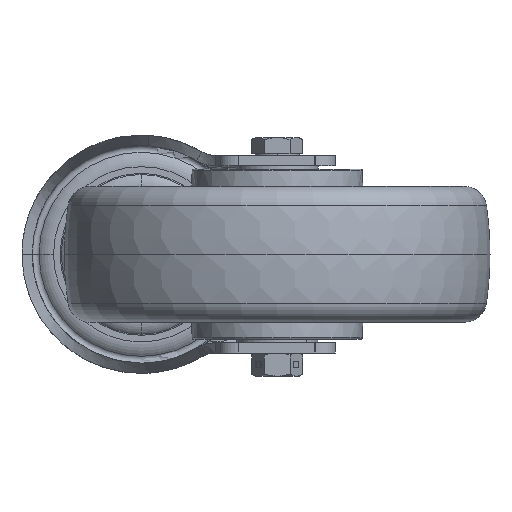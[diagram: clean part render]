
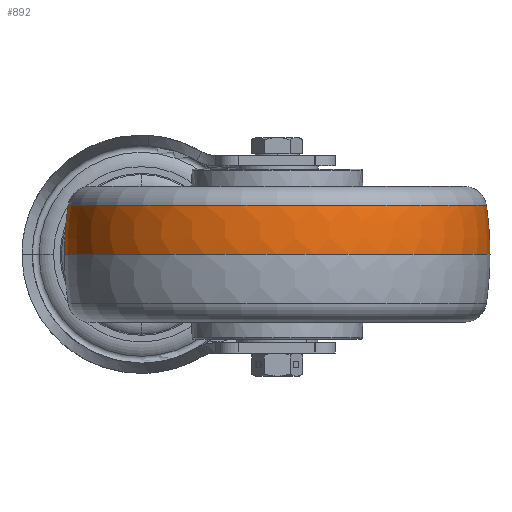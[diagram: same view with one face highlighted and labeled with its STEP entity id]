
A CAD part, front view. The second image highlights one B-rep face of the part: STEP entity #892.
In plain terms, the highlighted toroidal (fillet/blend) face has major radius 37.5 mm and minor radius 100 mm.
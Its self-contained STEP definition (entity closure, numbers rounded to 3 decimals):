
#21 = DIRECTION ( 'NONE',  ( 0., 0., 1. ) ) ;
#150 = EDGE_CURVE ( 'NONE', #11836, #23628, #9242, .T. ) ;
#794 = AXIS2_PLACEMENT_3D ( 'NONE', #21774, #7696, #4288 ) ;
#892 = ADVANCED_FACE ( 'NONE', ( #23484 ), #21086, .T. ) ;
#2555 = DIRECTION ( 'NONE',  ( 1., 0., 0. ) ) ;
#2724 = EDGE_LOOP ( 'NONE', ( #28387, #26423, #26069, #28370 ) ) ;
#2800 = CARTESIAN_POINT ( 'NONE',  ( 40., -91., -0.056 ) ) ;
#3582 = EDGE_CURVE ( 'NONE', #11836, #18125, #27494, .T. ) ;
#4288 = DIRECTION ( 'NONE',  ( 1., 0., 0. ) ) ;
#4345 = AXIS2_PLACEMENT_3D ( 'NONE', #20834, #25548, #12779 ) ;
#6046 = CARTESIAN_POINT ( 'NONE',  ( -21.456, -91., 14.359 ) ) ;
#7696 = DIRECTION ( 'NONE',  ( 0., -1., 0. ) ) ;
#9242 = CIRCLE ( 'NONE', #23133, 61.456 ) ;
#10251 = VERTEX_POINT ( 'NONE', #20037 ) ;
#10279 = DIRECTION ( 'NONE',  ( 1., 0., 0. ) ) ;
#11562 = EDGE_CURVE ( 'NONE', #18125, #10251, #27800, .T. ) ;
#11836 = VERTEX_POINT ( 'NONE', #6046 ) ;
#12306 = DIRECTION ( 'NONE',  ( 1., 0., 0. ) ) ;
#12779 = DIRECTION ( 'NONE',  ( 0., 0., 1. ) ) ;
#13621 = DIRECTION ( 'NONE',  ( 0., 0., -1. ) ) ;
#18125 = VERTEX_POINT ( 'NONE', #29885 ) ;
#20018 = AXIS2_PLACEMENT_3D ( 'NONE', #2800, #13621, #10279 ) ;
#20037 = CARTESIAN_POINT ( 'NONE',  ( 102.5, -91., 0. ) ) ;
#20834 = CARTESIAN_POINT ( 'NONE',  ( 2.5, -91., -0.056 ) ) ;
#21086 = TOROIDAL_SURFACE ( 'NONE', #20018, -37.5, 100. ) ;
#21428 = CARTESIAN_POINT ( 'NONE',  ( 101.456, -91., 14.359 ) ) ;
#21774 = CARTESIAN_POINT ( 'NONE',  ( 77.5, -91., -0.056 ) ) ;
#22952 = CIRCLE ( 'NONE', #4345, 100. ) ;
#23133 = AXIS2_PLACEMENT_3D ( 'NONE', #32985, #21, #2555 ) ;
#23484 = FACE_OUTER_BOUND ( 'NONE', #2724, .T. ) ;
#23628 = VERTEX_POINT ( 'NONE', #21428 ) ;
#25067 = DIRECTION ( 'NONE',  ( 0., 0., 1. ) ) ;
#25548 = DIRECTION ( 'NONE',  ( 0., 1., 0. ) ) ;
#26069 = ORIENTED_EDGE ( 'NONE', *, *, #11562, .T. ) ;
#26423 = ORIENTED_EDGE ( 'NONE', *, *, #3582, .T. ) ;
#27494 = CIRCLE ( 'NONE', #794, 100. ) ;
#27597 = CARTESIAN_POINT ( 'NONE',  ( 40., -91., 0. ) ) ;
#27739 = EDGE_CURVE ( 'NONE', #23628, #10251, #22952, .T. ) ;
#27800 = CIRCLE ( 'NONE', #29968, 62.5 ) ;
#28370 = ORIENTED_EDGE ( 'NONE', *, *, #27739, .F. ) ;
#28387 = ORIENTED_EDGE ( 'NONE', *, *, #150, .F. ) ;
#29885 = CARTESIAN_POINT ( 'NONE',  ( -22.5, -91., 0. ) ) ;
#29968 = AXIS2_PLACEMENT_3D ( 'NONE', #27597, #25067, #12306 ) ;
#32985 = CARTESIAN_POINT ( 'NONE',  ( 40., -91., 14.359 ) ) ;
